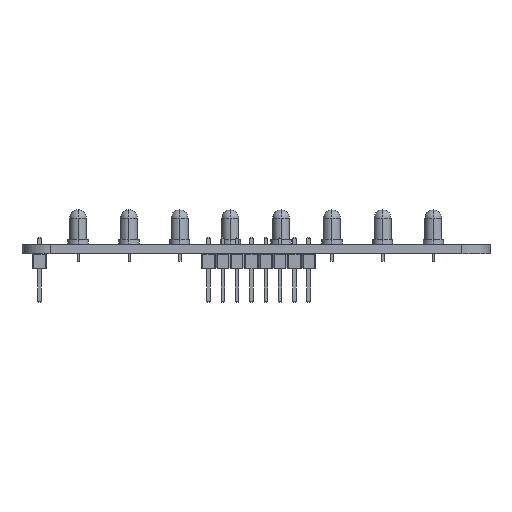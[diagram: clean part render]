
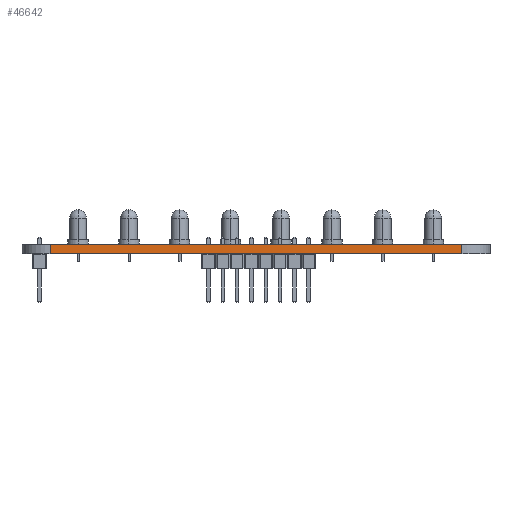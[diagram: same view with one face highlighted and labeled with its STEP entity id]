
A CAD part, left-side view. The second image highlights one B-rep face of the part: STEP entity #46642.
In plain terms, the highlighted planar face has unit normal (-1, 0, 0).
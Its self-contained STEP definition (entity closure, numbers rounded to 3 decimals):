
#33824 = CYLINDRICAL_SURFACE('',#33825,5.);
#33825 = AXIS2_PLACEMENT_3D('',#33826,#33827,#33828);
#33826 = CARTESIAN_POINT('',(45.,-45.,0.));
#33827 = DIRECTION('',(0.,0.,-1.));
#33828 = DIRECTION('',(1.,0.,0.));
#33852 = PLANE('',#33853);
#33853 = AXIS2_PLACEMENT_3D('',#33854,#33855,#33856);
#33854 = CARTESIAN_POINT('',(45.,-40.,1.6));
#33855 = DIRECTION('',(0.,0.,1.));
#33856 = DIRECTION('',(1.,0.,0.));
#33906 = PLANE('',#33907);
#33907 = AXIS2_PLACEMENT_3D('',#33908,#33909,#33910);
#33908 = CARTESIAN_POINT('',(45.,-40.,0.));
#33909 = DIRECTION('',(0.,0.,1.));
#33910 = DIRECTION('',(1.,0.,0.));
#33923 = VERTEX_POINT('',#33924);
#33924 = CARTESIAN_POINT('',(40.,-45.,1.6));
#33946 = EDGE_CURVE('',#33947,#33923,#33949,.T.);
#33947 = VERTEX_POINT('',#33948);
#33948 = CARTESIAN_POINT('',(40.,-45.,0.));
#33949 = SURFACE_CURVE('',#33950,(#33954,#33961),.PCURVE_S1.);
#33950 = LINE('',#33951,#33952);
#33951 = CARTESIAN_POINT('',(40.,-45.,0.));
#33952 = VECTOR('',#33953,1.);
#33953 = DIRECTION('',(0.,0.,1.));
#33954 = PCURVE('',#33824,#33955);
#33955 = DEFINITIONAL_REPRESENTATION('',(#33956),#33960);
#33956 = LINE('',#33957,#33958);
#33957 = CARTESIAN_POINT('',(-3.142,0.));
#33958 = VECTOR('',#33959,1.);
#33959 = DIRECTION('',(0.,-1.));
#33960 = ( GEOMETRIC_REPRESENTATION_CONTEXT(2) 
PARAMETRIC_REPRESENTATION_CONTEXT() REPRESENTATION_CONTEXT('2D SPACE',''
  ) );
#33961 = PCURVE('',#33962,#33967);
#33962 = PLANE('',#33963);
#33963 = AXIS2_PLACEMENT_3D('',#33964,#33965,#33966);
#33964 = CARTESIAN_POINT('',(40.,-118.,0.));
#33965 = DIRECTION('',(-1.,0.,0.));
#33966 = DIRECTION('',(0.,1.,0.));
#33967 = DEFINITIONAL_REPRESENTATION('',(#33968),#33972);
#33968 = LINE('',#33969,#33970);
#33969 = CARTESIAN_POINT('',(73.,0.));
#33970 = VECTOR('',#33971,1.);
#33971 = DIRECTION('',(0.,-1.));
#33972 = ( GEOMETRIC_REPRESENTATION_CONTEXT(2) 
PARAMETRIC_REPRESENTATION_CONTEXT() REPRESENTATION_CONTEXT('2D SPACE',''
  ) );
#34079 = EDGE_CURVE('',#34080,#33947,#34082,.T.);
#34080 = VERTEX_POINT('',#34081);
#34081 = CARTESIAN_POINT('',(40.,-118.,0.));
#34082 = SURFACE_CURVE('',#34083,(#34087,#34094),.PCURVE_S1.);
#34083 = LINE('',#34084,#34085);
#34084 = CARTESIAN_POINT('',(40.,-118.,0.));
#34085 = VECTOR('',#34086,1.);
#34086 = DIRECTION('',(0.,1.,0.));
#34087 = PCURVE('',#33906,#34088);
#34088 = DEFINITIONAL_REPRESENTATION('',(#34089),#34093);
#34089 = LINE('',#34090,#34091);
#34090 = CARTESIAN_POINT('',(-5.,-78.));
#34091 = VECTOR('',#34092,1.);
#34092 = DIRECTION('',(0.,1.));
#34093 = ( GEOMETRIC_REPRESENTATION_CONTEXT(2) 
PARAMETRIC_REPRESENTATION_CONTEXT() REPRESENTATION_CONTEXT('2D SPACE',''
  ) );
#34094 = PCURVE('',#33962,#34095);
#34095 = DEFINITIONAL_REPRESENTATION('',(#34096),#34100);
#34096 = LINE('',#34097,#34098);
#34097 = CARTESIAN_POINT('',(0.,0.));
#34098 = VECTOR('',#34099,1.);
#34099 = DIRECTION('',(1.,0.));
#34100 = ( GEOMETRIC_REPRESENTATION_CONTEXT(2) 
PARAMETRIC_REPRESENTATION_CONTEXT() REPRESENTATION_CONTEXT('2D SPACE',''
  ) );
#34119 = CYLINDRICAL_SURFACE('',#34120,5.);
#34120 = AXIS2_PLACEMENT_3D('',#34121,#34122,#34123);
#34121 = CARTESIAN_POINT('',(45.,-118.,0.));
#34122 = DIRECTION('',(0.,0.,-1.));
#34123 = DIRECTION('',(1.,0.,0.));
#40911 = EDGE_CURVE('',#40912,#33923,#40914,.T.);
#40912 = VERTEX_POINT('',#40913);
#40913 = CARTESIAN_POINT('',(40.,-118.,1.6));
#40914 = SURFACE_CURVE('',#40915,(#40919,#40926),.PCURVE_S1.);
#40915 = LINE('',#40916,#40917);
#40916 = CARTESIAN_POINT('',(40.,-118.,1.6));
#40917 = VECTOR('',#40918,1.);
#40918 = DIRECTION('',(0.,1.,0.));
#40919 = PCURVE('',#33852,#40920);
#40920 = DEFINITIONAL_REPRESENTATION('',(#40921),#40925);
#40921 = LINE('',#40922,#40923);
#40922 = CARTESIAN_POINT('',(-5.,-78.));
#40923 = VECTOR('',#40924,1.);
#40924 = DIRECTION('',(0.,1.));
#40925 = ( GEOMETRIC_REPRESENTATION_CONTEXT(2) 
PARAMETRIC_REPRESENTATION_CONTEXT() REPRESENTATION_CONTEXT('2D SPACE',''
  ) );
#40926 = PCURVE('',#33962,#40927);
#40927 = DEFINITIONAL_REPRESENTATION('',(#40928),#40932);
#40928 = LINE('',#40929,#40930);
#40929 = CARTESIAN_POINT('',(0.,-1.6));
#40930 = VECTOR('',#40931,1.);
#40931 = DIRECTION('',(1.,0.));
#40932 = ( GEOMETRIC_REPRESENTATION_CONTEXT(2) 
PARAMETRIC_REPRESENTATION_CONTEXT() REPRESENTATION_CONTEXT('2D SPACE',''
  ) );
#46642 = ADVANCED_FACE('',(#46643),#33962,.T.);
#46643 = FACE_BOUND('',#46644,.T.);
#46644 = EDGE_LOOP('',(#46645,#46666,#46667,#46668));
#46645 = ORIENTED_EDGE('',*,*,#46646,.T.);
#46646 = EDGE_CURVE('',#34080,#40912,#46647,.T.);
#46647 = SURFACE_CURVE('',#46648,(#46652,#46659),.PCURVE_S1.);
#46648 = LINE('',#46649,#46650);
#46649 = CARTESIAN_POINT('',(40.,-118.,0.));
#46650 = VECTOR('',#46651,1.);
#46651 = DIRECTION('',(0.,0.,1.));
#46652 = PCURVE('',#33962,#46653);
#46653 = DEFINITIONAL_REPRESENTATION('',(#46654),#46658);
#46654 = LINE('',#46655,#46656);
#46655 = CARTESIAN_POINT('',(0.,0.));
#46656 = VECTOR('',#46657,1.);
#46657 = DIRECTION('',(0.,-1.));
#46658 = ( GEOMETRIC_REPRESENTATION_CONTEXT(2) 
PARAMETRIC_REPRESENTATION_CONTEXT() REPRESENTATION_CONTEXT('2D SPACE',''
  ) );
#46659 = PCURVE('',#34119,#46660);
#46660 = DEFINITIONAL_REPRESENTATION('',(#46661),#46665);
#46661 = LINE('',#46662,#46663);
#46662 = CARTESIAN_POINT('',(-3.142,0.));
#46663 = VECTOR('',#46664,1.);
#46664 = DIRECTION('',(0.,-1.));
#46665 = ( GEOMETRIC_REPRESENTATION_CONTEXT(2) 
PARAMETRIC_REPRESENTATION_CONTEXT() REPRESENTATION_CONTEXT('2D SPACE',''
  ) );
#46666 = ORIENTED_EDGE('',*,*,#40911,.T.);
#46667 = ORIENTED_EDGE('',*,*,#33946,.F.);
#46668 = ORIENTED_EDGE('',*,*,#34079,.F.);
